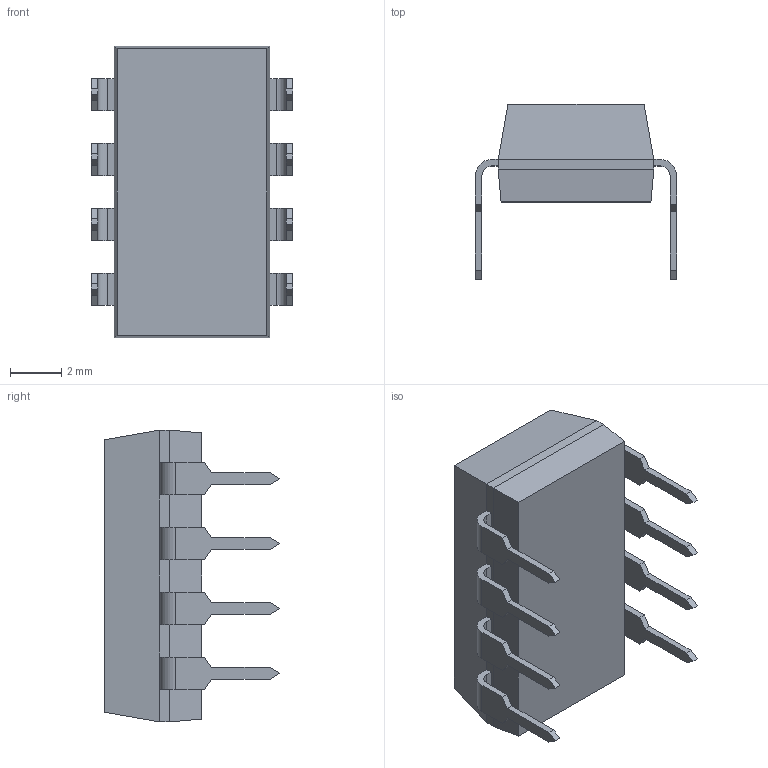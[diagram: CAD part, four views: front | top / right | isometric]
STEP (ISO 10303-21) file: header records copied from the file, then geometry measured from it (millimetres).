
FILE_DESCRIPTION (( 'STEP AP203' ), '1' );
FILE_NAME ('906284DB-D9C1-49D6-9BA4-3759579F6BB7.STEP', '2009-02-12T09:32:45', ( 'SysAdmin' ), ( 'SolidWorks' ), 'SwSTEP 2.0', 'SolidWorks 2009', '' );
FILE_SCHEMA (( 'CONFIG_CONTROL_DESIGN' ));
Length unit declared in the file: inch
Products named in the file (1): 906284DB-D9C1-49D6-9BA4-3759579F6BB7
Bounding box: 7.87 x 6.86 x 11.43 mm (x, y, z)
Volume: 256.5 mm3; surface area: 340.1 mm2
Topology: 1 solids, 1 shells, 131 faces, 363 edges, 234 vertices
Faces by surface type: plane 113, cylinder 18
Entity records: 4180 total; most frequent: CARTESIAN_POINT 729, ORIENTED_EDGE 726, DIRECTION 663, EDGE_CURVE 363, VECTOR 327, LINE 327, VERTEX_POINT 234, AXIS2_PLACEMENT_3D 168
